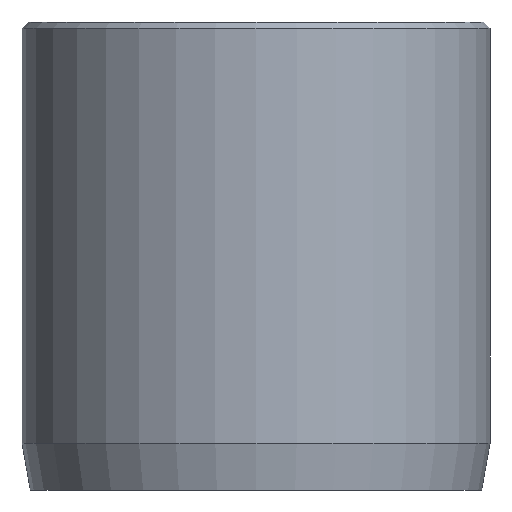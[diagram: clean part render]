
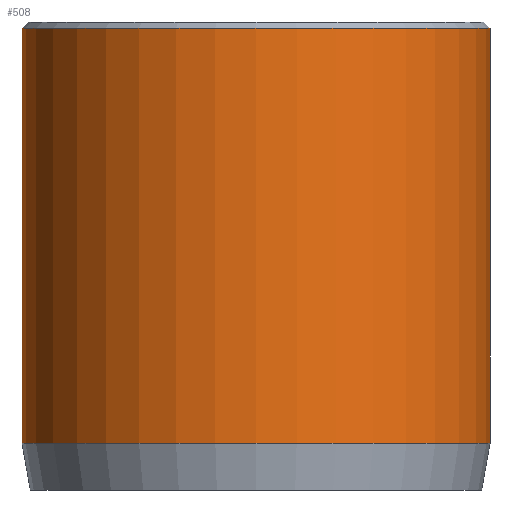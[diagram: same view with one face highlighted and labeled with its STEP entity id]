
A CAD part, front view. The second image highlights one B-rep face of the part: STEP entity #508.
In plain terms, the highlighted cylindrical face has radius 7.5 mm (diameter 15 mm), a partial arc.
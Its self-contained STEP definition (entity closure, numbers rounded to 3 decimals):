
#28 = VECTOR ( 'NONE', #845, 1000. ) ;
#59 = CARTESIAN_POINT ( 'NONE',  ( 0., 0., 14.8 ) ) ;
#67 = VERTEX_POINT ( 'NONE', #536 ) ;
#96 = CARTESIAN_POINT ( 'NONE',  ( -7.5, 0., 1.5 ) ) ;
#173 = DIRECTION ( 'NONE',  ( 1., 0., 0. ) ) ;
#183 = ORIENTED_EDGE ( 'NONE', *, *, #1200, .T. ) ;
#195 = ORIENTED_EDGE ( 'NONE', *, *, #926, .T. ) ;
#198 = AXIS2_PLACEMENT_3D ( 'NONE', #59, #755, #173 ) ;
#203 = ORIENTED_EDGE ( 'NONE', *, *, #1111, .T. ) ;
#252 = DIRECTION ( 'NONE',  ( -1., 0., 0. ) ) ;
#306 = ORIENTED_EDGE ( 'NONE', *, *, #956, .F. ) ;
#325 = EDGE_LOOP ( 'NONE', ( #306, #195, #183, #203 ) ) ;
#353 = CIRCLE ( 'NONE', #198, 7.5 ) ;
#356 = VECTOR ( 'NONE', #812, 1000. ) ;
#395 = CARTESIAN_POINT ( 'NONE',  ( 0., 0., 15. ) ) ;
#402 = DIRECTION ( 'NONE',  ( 0., 0., -1. ) ) ;
#435 = DIRECTION ( 'NONE',  ( 0., 0., 1. ) ) ;
#508 = ADVANCED_FACE ( 'NONE', ( #1132 ), #648, .T. ) ;
#513 = AXIS2_PLACEMENT_3D ( 'NONE', #979, #435, #1070 ) ;
#536 = CARTESIAN_POINT ( 'NONE',  ( 7.5, 0., 14.8 ) ) ;
#593 = VERTEX_POINT ( 'NONE', #96 ) ;
#614 = LINE ( 'NONE', #1088, #356 ) ;
#648 = CYLINDRICAL_SURFACE ( 'NONE', #832, 7.5 ) ;
#702 = VERTEX_POINT ( 'NONE', #735 ) ;
#735 = CARTESIAN_POINT ( 'NONE',  ( -7.5, 0., 14.8 ) ) ;
#736 = CIRCLE ( 'NONE', #513, 7.5 ) ;
#755 = DIRECTION ( 'NONE',  ( 0., 0., -1. ) ) ;
#812 = DIRECTION ( 'NONE',  ( 0., 0., -1. ) ) ;
#832 = AXIS2_PLACEMENT_3D ( 'NONE', #395, #402, #252 ) ;
#842 = CARTESIAN_POINT ( 'NONE',  ( 7.5, 0., 15. ) ) ;
#844 = LINE ( 'NONE', #842, #28 ) ;
#845 = DIRECTION ( 'NONE',  ( 0., 0., -1. ) ) ;
#926 = EDGE_CURVE ( 'NONE', #67, #702, #353, .T. ) ;
#945 = VERTEX_POINT ( 'NONE', #1028 ) ;
#956 = EDGE_CURVE ( 'NONE', #67, #945, #844, .T. ) ;
#979 = CARTESIAN_POINT ( 'NONE',  ( 0., 0., 1.5 ) ) ;
#1028 = CARTESIAN_POINT ( 'NONE',  ( 7.5, 0., 1.5 ) ) ;
#1070 = DIRECTION ( 'NONE',  ( 1., 0., 0. ) ) ;
#1088 = CARTESIAN_POINT ( 'NONE',  ( -7.5, 0., 15. ) ) ;
#1111 = EDGE_CURVE ( 'NONE', #593, #945, #736, .T. ) ;
#1132 = FACE_OUTER_BOUND ( 'NONE', #325, .T. ) ;
#1200 = EDGE_CURVE ( 'NONE', #702, #593, #614, .T. ) ;
